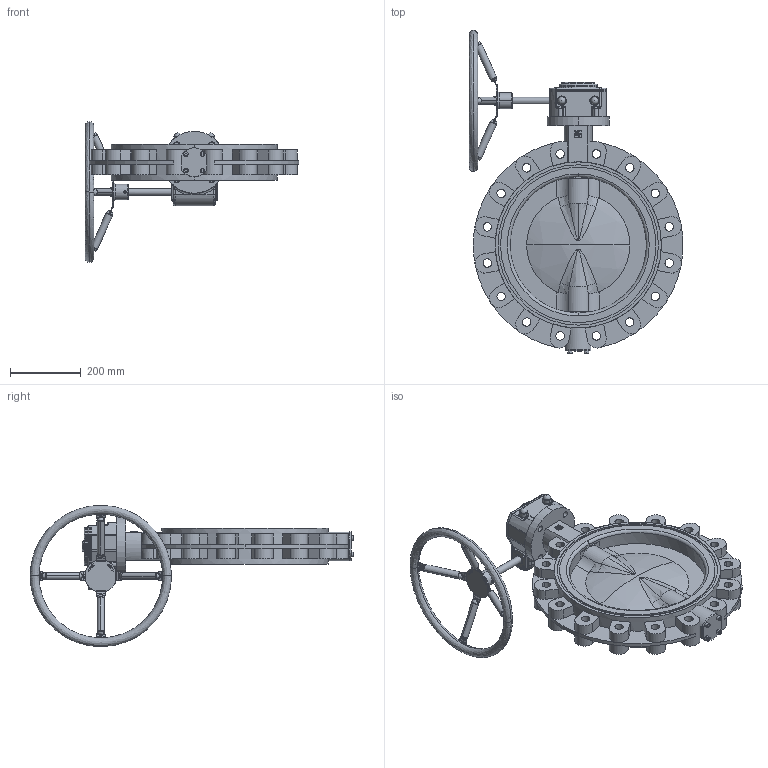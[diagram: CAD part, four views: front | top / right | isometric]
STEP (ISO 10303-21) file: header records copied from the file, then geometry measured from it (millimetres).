
FILE_DESCRIPTION (( 'STEP AP214' ), '1' );
FILE_NAME ('EVTLS DN400 PN16 - Q1500-W400.STEP', '2020-03-10T10:47:59', ( 'Administrator' ), ( 'EuroValve' ), 'SwSTEP 2.0', 'SolidWorks 2015', '' );
FILE_SCHEMA (( 'AUTOMOTIVE_DESIGN' ));
Length unit declared in the file: millimetre
Products named in the file (5): EVTLS DN400 PN16 - Q1500-W400; EVTLS DN400-600_DN 400 PN16; Q1500-W400; W-400-20; Q-1500-S
Assembly tree (4 placements, depth 3):
  EVTLS DN400 PN16 - Q1500-W400
    EVTLS DN400-600_DN 400 PN16
    Q1500-W400
      Q-1500-S
      W-400-20
Bounding box: 605.36 x 916 x 400 mm (x, y, z)
Volume: 16846856.7 mm3; surface area: 1378532.4 mm2
Topology: 3 solids, 3 shells, 1870 faces, 5013 edges, 3251 vertices
Faces by surface type: plane 906, bspline 468, cylinder 384, torus 77, cone 24, sphere 11
Entity records: 96036 total; most frequent: CARTESIAN_POINT 48536, ORIENTED_EDGE 9950, DIRECTION 7801, EDGE_CURVE 4975, VERTEX_POINT 3247, LINE 2697, VECTOR 2697, AXIS2_PLACEMENT_3D 2552
